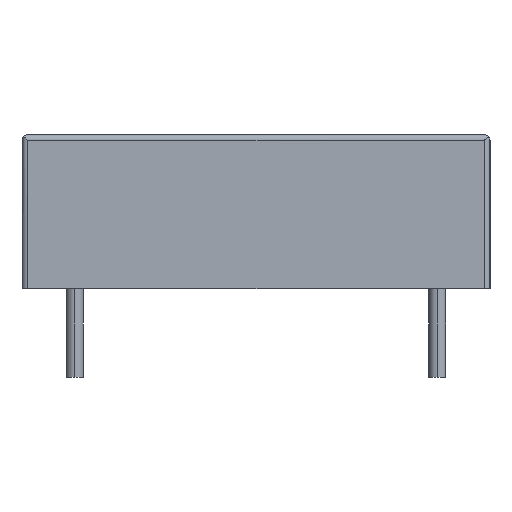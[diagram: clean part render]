
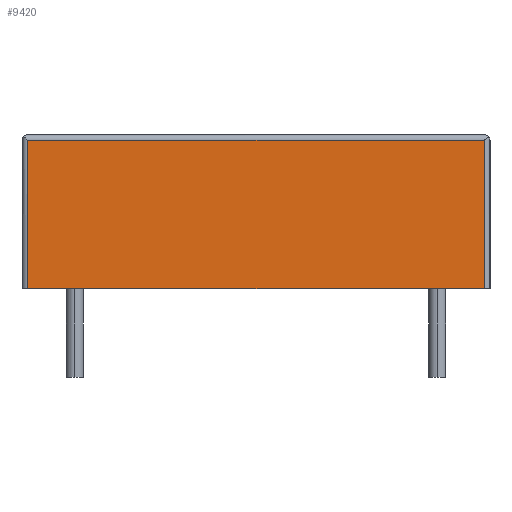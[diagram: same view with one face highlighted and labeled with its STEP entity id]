
A CAD part, left-side view. The second image highlights one B-rep face of the part: STEP entity #9420.
In plain terms, the highlighted planar face has unit normal (-1, 0, 0).
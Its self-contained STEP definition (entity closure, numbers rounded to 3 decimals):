
#5440=CARTESIAN_POINT('',(-11.7,8.0,0.0));
#5441=VERTEX_POINT('',#5440);
#5491=CARTESIAN_POINT('',(-11.7,-8.0,0.0));
#5492=VERTEX_POINT('',#5491);
#5500=CARTESIAN_POINT('',(-11.7,-8.0,0.0));
#5501=DIRECTION('',(0.0,1.0,0.0));
#5502=VECTOR('',#5501,16.0);
#5503=LINE('',#5500,#5502);
#5504=EDGE_CURVE('',#5492,#5441,#5503,.T.);
#5553=CARTESIAN_POINT('',(-11.7,8.0,5.2));
#5554=VERTEX_POINT('',#5553);
#5555=CARTESIAN_POINT('',(-11.7,8.0,0.0));
#5556=DIRECTION('',(0.0,0.0,1.0));
#5557=VECTOR('',#5556,5.2);
#5558=LINE('',#5555,#5557);
#5559=EDGE_CURVE('',#5441,#5554,#5558,.T.);
#5833=CARTESIAN_POINT('',(-11.7,-8.0,5.2));
#5834=VERTEX_POINT('',#5833);
#5842=CARTESIAN_POINT('',(-11.7,-8.0,5.2));
#5843=DIRECTION('',(0.0,0.0,-1.0));
#5844=VECTOR('',#5843,5.2);
#5845=LINE('',#5842,#5844);
#5846=EDGE_CURVE('',#5834,#5492,#5845,.T.);
#6720=CARTESIAN_POINT('',(-11.7,8.0,5.2));
#6721=DIRECTION('',(0.0,-1.0,0.0));
#6722=VECTOR('',#6721,16.0);
#6723=LINE('',#6720,#6722);
#6724=EDGE_CURVE('',#5554,#5834,#6723,.T.);
#9409=CARTESIAN_POINT('',(-11.7,0.0,2.7));
#9410=DIRECTION('',(1.0,0.0,0.0));
#9411=DIRECTION('',(0.0,0.0,-1.0));
#9412=AXIS2_PLACEMENT_3D('',#9409,#9410,#9411);
#9413=PLANE('',#9412);
#9414=ORIENTED_EDGE('',*,*,#5559,.F.);
#9415=ORIENTED_EDGE('',*,*,#5504,.F.);
#9416=ORIENTED_EDGE('',*,*,#5846,.F.);
#9417=ORIENTED_EDGE('',*,*,#6724,.F.);
#9418=EDGE_LOOP('',(#9414,#9415,#9416,#9417));
#9419=FACE_OUTER_BOUND('',#9418,.T.);
#9420=ADVANCED_FACE('',(#9419),#9413,.F.);
